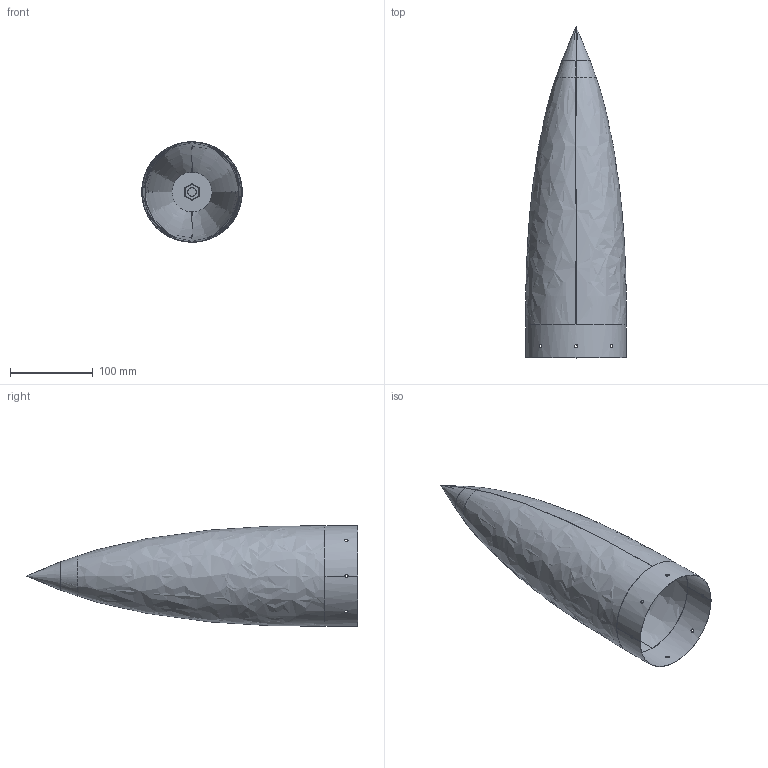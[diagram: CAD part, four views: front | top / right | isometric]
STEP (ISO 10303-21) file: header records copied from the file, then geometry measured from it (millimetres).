
FILE_DESCRIPTION(/* description */ ('VariCAD 2023-1.05 AP-214'),/* implementation_level */ '2;1');
FILE_NAME(/* name */ 'A1_Nosecone.stp',/* time_stamp */ '2024-10-17T21:39:18+03:00',/* author */ (''),/* organization */ (''),/* preprocessor_version */ 'VariCAD 2023-1.05',/* originating_system */ 'VariCAD 2023-1.05; kernel version (20180118)',/* authorisation */ '');
FILE_SCHEMA(('AUTOMOTIVE_DESIGN'));
Length unit declared in the file: millimetre
Products named in the file (5): A1_Nosecone; Nosecone_Alutip; Nosecone_Nosecone; Nosecone_M10_Nut; Nosecone_PLA_Insert
Assembly tree (4 placements, depth 2):
  A1_Nosecone
    Nosecone_Alutip
    Nosecone_Nosecone
    Nosecone_M10_Nut
    Nosecone_PLA_Insert
Bounding box: 122.01 x 402.33 x 122 mm (x, y, z)
Volume: 76244.4 mm3; surface area: 240132.9 mm2
Topology: 4 solids, 4 shells, 92 faces, 219 edges, 123 vertices
Faces by surface type: cylinder 45, plane 21, sphere 14, bspline 6, torus 4, cone 2
Entity records: 5294 total; most frequent: CARTESIAN_POINT 3173, ORIENTED_EDGE 418, DIRECTION 389, EDGE_CURVE 209, AXIS2_PLACEMENT_3D 151, VERTEX_POINT 123, EDGE_LOOP 112, ADVANCED_FACE 92
